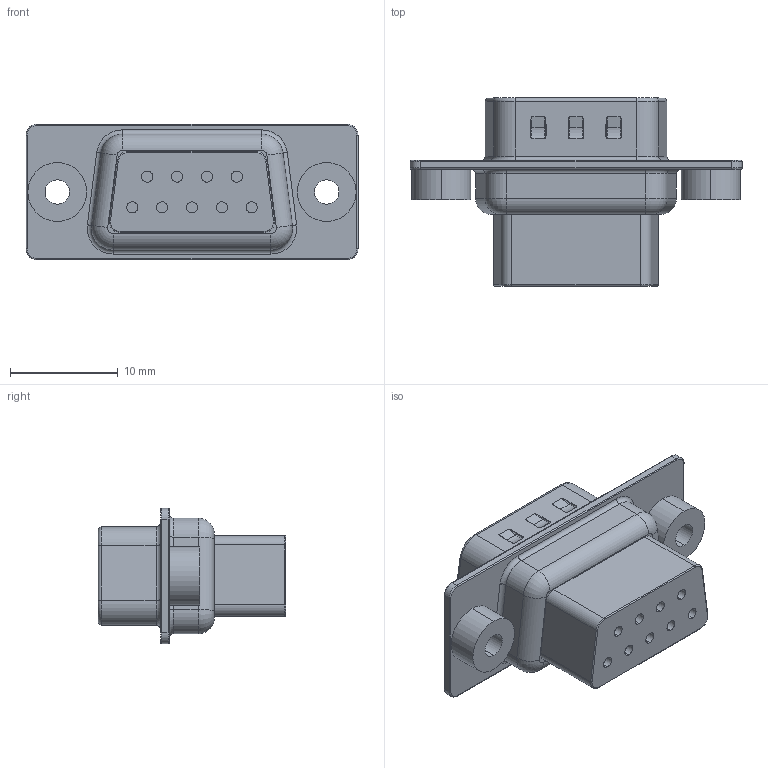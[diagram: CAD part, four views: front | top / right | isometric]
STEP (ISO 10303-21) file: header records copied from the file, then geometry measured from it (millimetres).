
FILE_DESCRIPTION (( 'STEP AP214' ), '1' );
FILE_NAME ('D SUB 9P male Threaded - FLT09P7-K120 (FCT).step', '2015-10-20T05:53:35', ( '' ), ( '' ), 'SwSTEP 2.0', 'SolidWorks 2015', '' );
FILE_SCHEMA (( 'AUTOMOTIVE_DESIGN' ));
Length unit declared in the file: millimetre
Products named in the file (1): D SUB 9P male Threaded - FLT09P7-K120 (FCT)
Bounding box: 30.8 x 17.44 x 12.55 mm (x, y, z)
Volume: 2103.4 mm3; surface area: 2454.5 mm2
Topology: 10 solids, 10 shells, 583 faces, 1342 edges, 830 vertices
Faces by surface type: cylinder 222, plane 155, bspline 129, torus 68, sphere 9
Entity records: 27368 total; most frequent: CARTESIAN_POINT 9160, ORIENTED_EDGE 2630, DIRECTION 2473, EDGE_CURVE 1315, AXIS2_PLACEMENT_3D 961, VERTEX_POINT 812, EDGE_LOOP 647, ADVANCED_FACE 583
